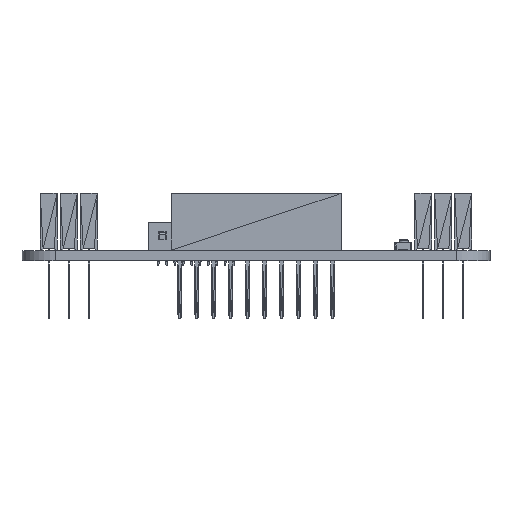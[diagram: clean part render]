
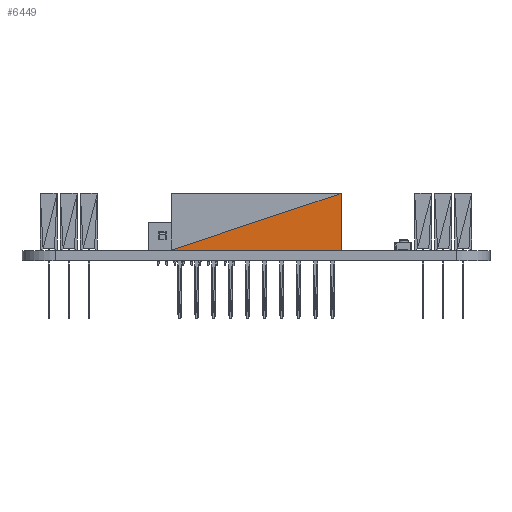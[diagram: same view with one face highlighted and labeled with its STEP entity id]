
A CAD part, front view. The second image highlights one B-rep face of the part: STEP entity #6449.
In plain terms, the highlighted face is planar.
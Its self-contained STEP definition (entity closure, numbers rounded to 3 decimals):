
#6449 = ADVANCED_FACE('',(#6450),#6476,.T.);
#6450 = FACE_BOUND('',#6451,.T.);
#6451 = EDGE_LOOP('',(#6452,#6462,#6470));
#6452 = ORIENTED_EDGE('',*,*,#6453,.F.);
#6453 = EDGE_CURVE('',#6454,#6456,#6458,.T.);
#6454 = VERTEX_POINT('',#6455);
#6455 = CARTESIAN_POINT('',(-1.27,-24.13,0.));
#6456 = VERTEX_POINT('',#6457);
#6457 = CARTESIAN_POINT('',(-1.27,1.27,0.));
#6458 = LINE('',#6459,#6460);
#6459 = CARTESIAN_POINT('',(-1.27,1.27,0.));
#6460 = VECTOR('',#6461,1.);
#6461 = DIRECTION('',(-0.,1.,-0.));
#6462 = ORIENTED_EDGE('',*,*,#6463,.T.);
#6463 = EDGE_CURVE('',#6454,#6464,#6466,.T.);
#6464 = VERTEX_POINT('',#6465);
#6465 = CARTESIAN_POINT('',(-1.27,-24.13,8.5));
#6466 = LINE('',#6467,#6468);
#6467 = CARTESIAN_POINT('',(-1.27,-24.13,0.));
#6468 = VECTOR('',#6469,1.);
#6469 = DIRECTION('',(0.,0.,1.));
#6470 = ORIENTED_EDGE('',*,*,#6471,.T.);
#6471 = EDGE_CURVE('',#6464,#6456,#6472,.T.);
#6472 = LINE('',#6473,#6474);
#6473 = CARTESIAN_POINT('',(-1.27,-24.13,8.5));
#6474 = VECTOR('',#6475,1.);
#6475 = DIRECTION('',(0.,0.948,-0.317));
#6476 = PLANE('',#6477);
#6477 = AXIS2_PLACEMENT_3D('',#6478,#6479,#6480);
#6478 = CARTESIAN_POINT('',(-1.27,1.27,0.));
#6479 = DIRECTION('',(-1.,0.,0.));
#6480 = DIRECTION('',(0.,-1.,0.));
